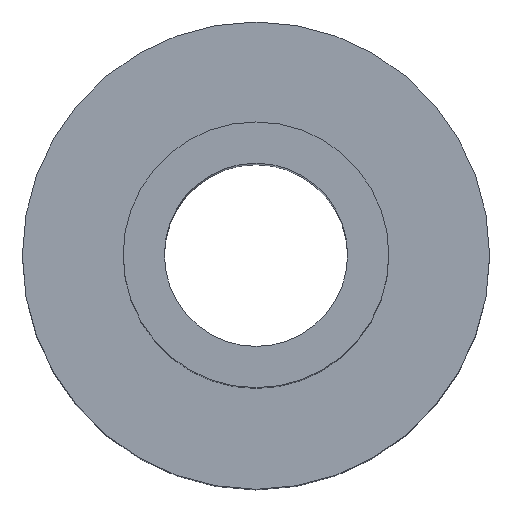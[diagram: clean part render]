
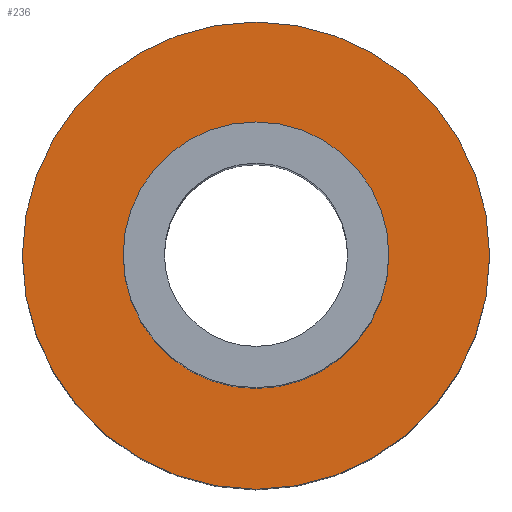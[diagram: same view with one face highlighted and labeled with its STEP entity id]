
A CAD part, top view. The second image highlights one B-rep face of the part: STEP entity #236.
In plain terms, the highlighted planar face has unit normal (0, 0, 1).
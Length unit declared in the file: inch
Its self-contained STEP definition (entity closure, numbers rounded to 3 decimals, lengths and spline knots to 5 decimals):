
#4 = AXIS2_PLACEMENT_3D ( 'NONE', #220, #40, #246 ) ;
#12 = CARTESIAN_POINT ( 'NONE',  ( 0.0255, 0., 0. ) ) ;
#14 = FACE_OUTER_BOUND ( 'NONE', #214, .T. ) ;
#18 = CIRCLE ( 'NONE', #217, 0.0145 ) ;
#21 = ORIENTED_EDGE ( 'NONE', *, *, #293, .F. ) ;
#26 = CIRCLE ( 'NONE', #4, 0.0145 ) ;
#39 = AXIS2_PLACEMENT_3D ( 'NONE', #243, #218, #119 ) ;
#40 = DIRECTION ( 'NONE',  ( 0., 0., 1. ) ) ;
#48 = ORIENTED_EDGE ( 'NONE', *, *, #106, .T. ) ;
#49 = ORIENTED_EDGE ( 'NONE', *, *, #175, .F. ) ;
#55 = EDGE_LOOP ( 'NONE', ( #49, #21 ) ) ;
#64 = FACE_BOUND ( 'NONE', #55, .T. ) ;
#66 = EDGE_CURVE ( 'NONE', #235, #307, #89, .T. ) ;
#71 = CARTESIAN_POINT ( 'NONE',  ( -0.0255, 0., 0. ) ) ;
#74 = ORIENTED_EDGE ( 'NONE', *, *, #66, .T. ) ;
#89 = CIRCLE ( 'NONE', #39, 0.0255 ) ;
#90 = DIRECTION ( 'NONE',  ( 1., 0., 0. ) ) ;
#106 = EDGE_CURVE ( 'NONE', #307, #235, #282, .T. ) ;
#119 = DIRECTION ( 'NONE',  ( 1., 0., 0. ) ) ;
#122 = DIRECTION ( 'NONE',  ( 0., 0., 1. ) ) ;
#126 = CARTESIAN_POINT ( 'NONE',  ( -0.0145, 0., 0. ) ) ;
#149 = DIRECTION ( 'NONE',  ( 1., 0., 0. ) ) ;
#150 = PLANE ( 'NONE',  #222 ) ;
#159 = VERTEX_POINT ( 'NONE', #244 ) ;
#169 = CARTESIAN_POINT ( 'NONE',  ( 0., 0., 0. ) ) ;
#175 = EDGE_CURVE ( 'NONE', #264, #159, #26, .T. ) ;
#194 = DIRECTION ( 'NONE',  ( 0., 0., 1. ) ) ;
#201 = CARTESIAN_POINT ( 'NONE',  ( 0., 0., 0. ) ) ;
#202 = AXIS2_PLACEMENT_3D ( 'NONE', #169, #194, #90 ) ;
#205 = DIRECTION ( 'NONE',  ( 0., 0., 1. ) ) ;
#214 = EDGE_LOOP ( 'NONE', ( #48, #74 ) ) ;
#217 = AXIS2_PLACEMENT_3D ( 'NONE', #272, #122, #149 ) ;
#218 = DIRECTION ( 'NONE',  ( 0., 0., 1. ) ) ;
#220 = CARTESIAN_POINT ( 'NONE',  ( 0., 0., 0. ) ) ;
#222 = AXIS2_PLACEMENT_3D ( 'NONE', #201, #205, #300 ) ;
#235 = VERTEX_POINT ( 'NONE', #71 ) ;
#236 = ADVANCED_FACE ( 'NONE', ( #14, #64 ), #150, .T. ) ;
#243 = CARTESIAN_POINT ( 'NONE',  ( 0., 0., 0. ) ) ;
#244 = CARTESIAN_POINT ( 'NONE',  ( 0.0145, 0., 0. ) ) ;
#246 = DIRECTION ( 'NONE',  ( 1., 0., 0. ) ) ;
#264 = VERTEX_POINT ( 'NONE', #126 ) ;
#272 = CARTESIAN_POINT ( 'NONE',  ( 0., 0., 0. ) ) ;
#282 = CIRCLE ( 'NONE', #202, 0.0255 ) ;
#293 = EDGE_CURVE ( 'NONE', #159, #264, #18, .T. ) ;
#300 = DIRECTION ( 'NONE',  ( 1., 0., 0. ) ) ;
#307 = VERTEX_POINT ( 'NONE', #12 ) ;
